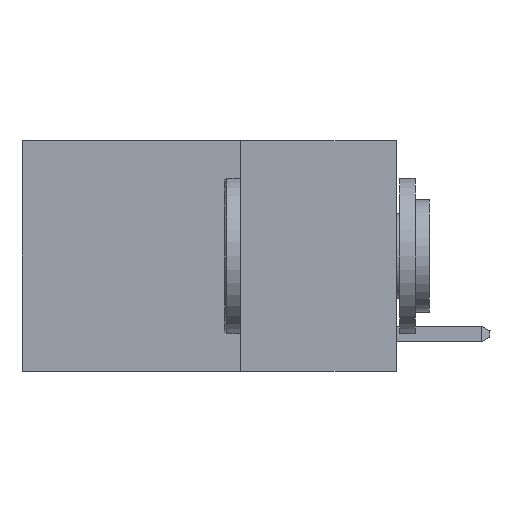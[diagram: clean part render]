
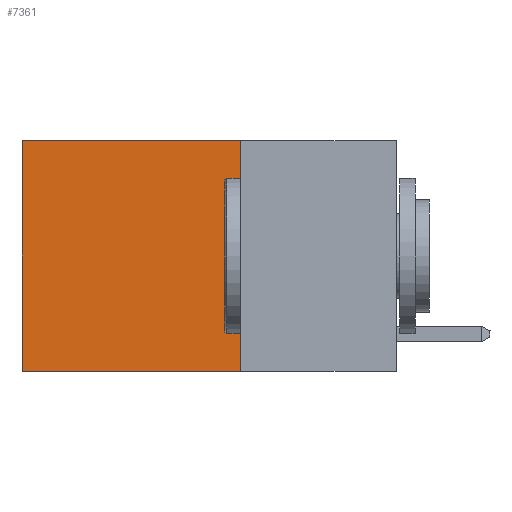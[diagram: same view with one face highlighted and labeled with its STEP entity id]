
A CAD part, left-side view. The second image highlights one B-rep face of the part: STEP entity #7361.
In plain terms, the highlighted planar face has unit normal (-1, 0, 0).
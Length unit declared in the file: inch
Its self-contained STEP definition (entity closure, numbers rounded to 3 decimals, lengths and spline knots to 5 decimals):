
#14 = ORIENTED_EDGE ( 'NONE', *, *, #17465, .F. ) ;
#502 = DIRECTION ( 'NONE',  ( 0., 1., 0. ) ) ;
#810 = ORIENTED_EDGE ( 'NONE', *, *, #8891, .F. ) ;
#1493 = CARTESIAN_POINT ( 'NONE',  ( 0.2625, 0.25, 0. ) ) ;
#1543 = DIRECTION ( 'NONE',  ( 0., 0., -1. ) ) ;
#1753 = VERTEX_POINT ( 'NONE', #1493 ) ;
#2129 = AXIS2_PLACEMENT_3D ( 'NONE', #15894, #17264, #1543 ) ;
#2883 = CARTESIAN_POINT ( 'NONE',  ( 0.2625, 0.6, -0.37 ) ) ;
#2895 = PLANE ( 'NONE',  #2129 ) ;
#3875 = CARTESIAN_POINT ( 'NONE',  ( 0.2625, 0.6, 0. ) ) ;
#4929 = DIRECTION ( 'NONE',  ( 0., 1., 0. ) ) ;
#5035 = CARTESIAN_POINT ( 'NONE',  ( 0.2625, 0.25, 0. ) ) ;
#6809 = VERTEX_POINT ( 'NONE', #3875 ) ;
#6898 = LINE ( 'NONE', #19393, #17051 ) ;
#7019 = FACE_OUTER_BOUND ( 'NONE', #17259, .T. ) ;
#7361 = ADVANCED_FACE ( 'NONE', ( #7019 ), #2895, .F. ) ;
#8073 = CARTESIAN_POINT ( 'NONE',  ( 0.2625, 0.6, 0. ) ) ;
#8556 = VECTOR ( 'NONE', #14831, 39.37008 ) ;
#8891 = EDGE_CURVE ( 'NONE', #1753, #16132, #19595, .T. ) ;
#8988 = VECTOR ( 'NONE', #16002, 39.37008 ) ;
#11551 = EDGE_CURVE ( 'NONE', #6809, #17714, #20551, .T. ) ;
#13212 = CARTESIAN_POINT ( 'NONE',  ( 0.2625, 0.25, -0.37 ) ) ;
#14415 = VECTOR ( 'NONE', #502, 39.37008 ) ;
#14831 = DIRECTION ( 'NONE',  ( 0., 0., -1. ) ) ;
#15894 = CARTESIAN_POINT ( 'NONE',  ( 0.2625, 0.25, 0. ) ) ;
#16002 = DIRECTION ( 'NONE',  ( 0., 0., -1. ) ) ;
#16132 = VERTEX_POINT ( 'NONE', #13212 ) ;
#16425 = LINE ( 'NONE', #19394, #14415 ) ;
#17051 = VECTOR ( 'NONE', #4929, 39.37008 ) ;
#17259 = EDGE_LOOP ( 'NONE', ( #19083, #14, #810, #17766 ) ) ;
#17264 = DIRECTION ( 'NONE',  ( 1., 0., 0. ) ) ;
#17465 = EDGE_CURVE ( 'NONE', #16132, #17714, #6898, .T. ) ;
#17714 = VERTEX_POINT ( 'NONE', #2883 ) ;
#17766 = ORIENTED_EDGE ( 'NONE', *, *, #19802, .T. ) ;
#19083 = ORIENTED_EDGE ( 'NONE', *, *, #11551, .T. ) ;
#19393 = CARTESIAN_POINT ( 'NONE',  ( 0.2625, 0.25, -0.37 ) ) ;
#19394 = CARTESIAN_POINT ( 'NONE',  ( 0.2625, 0.25, 0. ) ) ;
#19595 = LINE ( 'NONE', #5035, #8556 ) ;
#19802 = EDGE_CURVE ( 'NONE', #1753, #6809, #16425, .T. ) ;
#20551 = LINE ( 'NONE', #8073, #8988 ) ;
